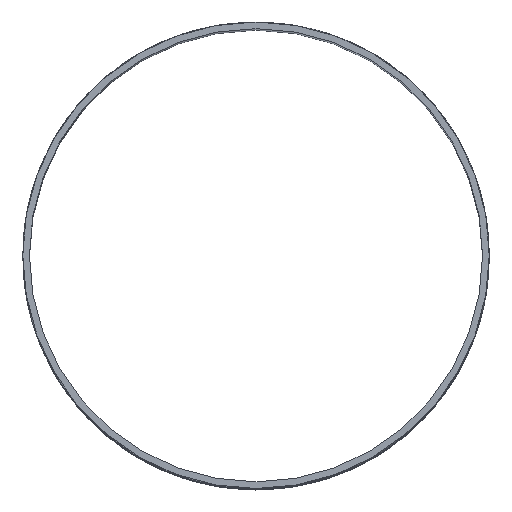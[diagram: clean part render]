
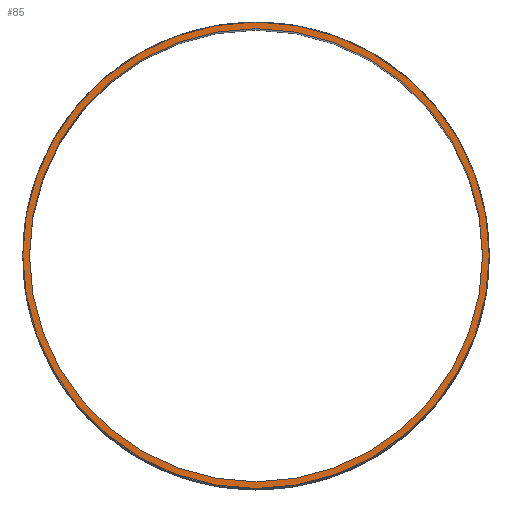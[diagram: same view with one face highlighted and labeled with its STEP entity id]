
A CAD part, top view. The second image highlights one B-rep face of the part: STEP entity #85.
In plain terms, the highlighted planar face has unit normal (0, 0, 1).
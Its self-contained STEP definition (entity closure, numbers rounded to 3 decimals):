
#85 = ADVANCED_FACE ( 'NONE', ( #1929, #4298 ), #3881, .T. ) ;
#933 = CARTESIAN_POINT ( 'NONE',  ( 0., 0., 261. ) ) ;
#1770 = CARTESIAN_POINT ( 'NONE',  ( -68., 0., 261. ) ) ;
#1777 = CIRCLE ( 'NONE', #7561, 68. ) ;
#1929 = FACE_OUTER_BOUND ( 'NONE', #8282, .T. ) ;
#2238 = CIRCLE ( 'NONE', #9817, 68. ) ;
#3102 = AXIS2_PLACEMENT_3D ( 'NONE', #10764, #3706, #8618 ) ;
#3198 = DIRECTION ( 'NONE',  ( 0., 0., 1. ) ) ;
#3263 = ORIENTED_EDGE ( 'NONE', *, *, #7762, .F. ) ;
#3649 = DIRECTION ( 'NONE',  ( 0., 0., 1. ) ) ;
#3706 = DIRECTION ( 'NONE',  ( 0., 0., 1. ) ) ;
#3881 = PLANE ( 'NONE',  #5267 ) ;
#4027 = CARTESIAN_POINT ( 'NONE',  ( 68., 0., 261. ) ) ;
#4116 = AXIS2_PLACEMENT_3D ( 'NONE', #10229, #3198, #4255 ) ;
#4255 = DIRECTION ( 'NONE',  ( 1., 0., 0. ) ) ;
#4298 = FACE_BOUND ( 'NONE', #8641, .T. ) ;
#4314 = CARTESIAN_POINT ( 'NONE',  ( -70., 0., 261. ) ) ;
#4650 = DIRECTION ( 'NONE',  ( 1., 0., 0. ) ) ;
#4725 = EDGE_CURVE ( 'NONE', #6916, #9864, #10478, .T. ) ;
#5267 = AXIS2_PLACEMENT_3D ( 'NONE', #933, #11812, #12796 ) ;
#5802 = DIRECTION ( 'NONE',  ( 1., 0., 0. ) ) ;
#6045 = CARTESIAN_POINT ( 'NONE',  ( 70., 0., 261. ) ) ;
#6064 = EDGE_CURVE ( 'NONE', #9864, #6916, #6730, .T. ) ;
#6091 = VERTEX_POINT ( 'NONE', #1770 ) ;
#6692 = ORIENTED_EDGE ( 'NONE', *, *, #6064, .T. ) ;
#6730 = CIRCLE ( 'NONE', #3102, 70. ) ;
#6916 = VERTEX_POINT ( 'NONE', #6045 ) ;
#7561 = AXIS2_PLACEMENT_3D ( 'NONE', #12518, #3649, #4650 ) ;
#7762 = EDGE_CURVE ( 'NONE', #6091, #11691, #1777, .T. ) ;
#7850 = ORIENTED_EDGE ( 'NONE', *, *, #9592, .F. ) ;
#7862 = CARTESIAN_POINT ( 'NONE',  ( 0., 0., 261. ) ) ;
#8282 = EDGE_LOOP ( 'NONE', ( #6692, #12053 ) ) ;
#8618 = DIRECTION ( 'NONE',  ( 1., 0., 0. ) ) ;
#8641 = EDGE_LOOP ( 'NONE', ( #3263, #7850 ) ) ;
#9592 = EDGE_CURVE ( 'NONE', #11691, #6091, #2238, .T. ) ;
#9817 = AXIS2_PLACEMENT_3D ( 'NONE', #7862, #12913, #5802 ) ;
#9864 = VERTEX_POINT ( 'NONE', #4314 ) ;
#10229 = CARTESIAN_POINT ( 'NONE',  ( 0., 0., 261. ) ) ;
#10478 = CIRCLE ( 'NONE', #4116, 70. ) ;
#10764 = CARTESIAN_POINT ( 'NONE',  ( 0., 0., 261. ) ) ;
#11691 = VERTEX_POINT ( 'NONE', #4027 ) ;
#11812 = DIRECTION ( 'NONE',  ( 0., 0., 1. ) ) ;
#12053 = ORIENTED_EDGE ( 'NONE', *, *, #4725, .T. ) ;
#12518 = CARTESIAN_POINT ( 'NONE',  ( 0., 0., 261. ) ) ;
#12796 = DIRECTION ( 'NONE',  ( 1., 0., 0. ) ) ;
#12913 = DIRECTION ( 'NONE',  ( 0., 0., 1. ) ) ;
